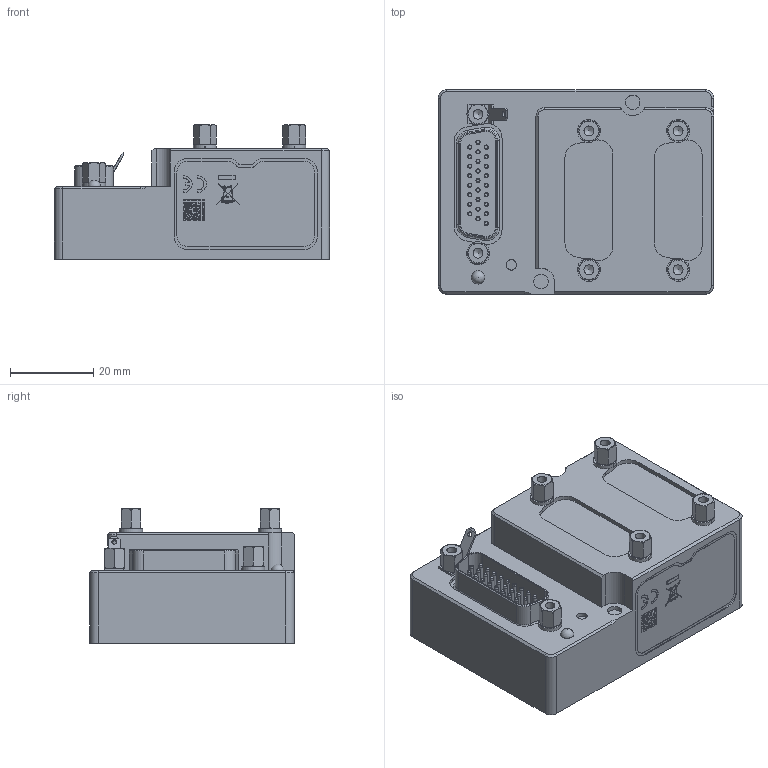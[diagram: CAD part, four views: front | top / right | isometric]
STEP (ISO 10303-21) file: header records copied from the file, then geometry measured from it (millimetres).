
FILE_DESCRIPTION(/* description */ (''),/* implementation_level */ '2;1');
FILE_NAME(/* name */ 'A-9568-0073-02_B.stp',/* time_stamp */ '2016-10-27T09:39:28+01:00',/* author */ (''),/* organization */ (''),/* preprocessor_version */ 'ST-DEVELOPER v16',/* originating_system */ 'SIEMENS PLM Software NX 10.0',/* authorisation */ '');
FILE_SCHEMA (('CONFIG_CONTROL_DESIGN'));
Length unit declared in the file: millimetre
Products named in the file (18): A-9568-0520-05_B; 4MM CE MARK_A; WEE SYMBOL2_A; 2D BAR CODE 5.0X5.0_A; M-9568-0102-05_B; M-9568-0101-09_B; P-CN25-0015_A; A-9568-0650-02_A; SPRING_WASHER_P-CX08-0012_A; P-CX08-0014_A; P-VT21-1015_A; P-SC05-0001_A; A-9568-0541-01_A; M-9568-0110-02_A_PRINTED LABEL; M-9568-0106-03_A_SOLID; M-9568-0100-06_A_SOLID; M-9572-0018-01_D_SOLID; A-9568-0073-02_B
Assembly tree (27 placements, depth 3):
  A-9568-0073-02_B
    P-SC05-0001_A  x2
    P-VT21-1015_A
    P-CX08-0014_A  x6
    M-9572-0018-01_D_SOLID
      P-CN25-0015_A
    M-9568-0100-06_A_SOLID
      M-9568-0101-09_B
    M-9568-0106-03_A_SOLID
      M-9568-0102-05_B
    SPRING_WASHER_P-CX08-0012_A  x5
    M-9568-0110-02_A_PRINTED LABEL
      2D BAR CODE 5.0X5.0_A
      WEE SYMBOL2_A
      4MM CE MARK_A
    A-9568-0650-02_A
    A-9568-0541-01_A
      A-9568-0520-05_B
Bounding box: 66 x 49 x 32.2 mm (x, y, z)
Volume: 73842.2 mm3; surface area: 25125.6 mm2
Topology: 26 solids, 26 shells, 952 faces, 2424 edges, 1583 vertices
Faces by surface type: plane 626, cylinder 205, cone 56, torus 36, sphere 27, extrusion 2
Full cylindrical faces by diameter (mm): 0.279 x1, 0.471 x1, 0.6 x26, 1 x26, 1.2 x1, 2.3 x2, 2.37 x6, 2.5 x3, 2.78 x6, 2.8 x1, 2.85 x1, 2.95 x1, 3 x2, 3.2 x2, 3.3 x6, 3.45 x2, 3.5 x2, 4.7 x2, 5 x1
Entity records: 26707 total; most frequent: CARTESIAN_POINT 4635, DIRECTION 4083, ORIENTED_EDGE 3890, EDGE_CURVE 1945, VECTOR 1469, LINE 1467, VERTEX_POINT 1346, AXIS2_PLACEMENT_3D 1307
